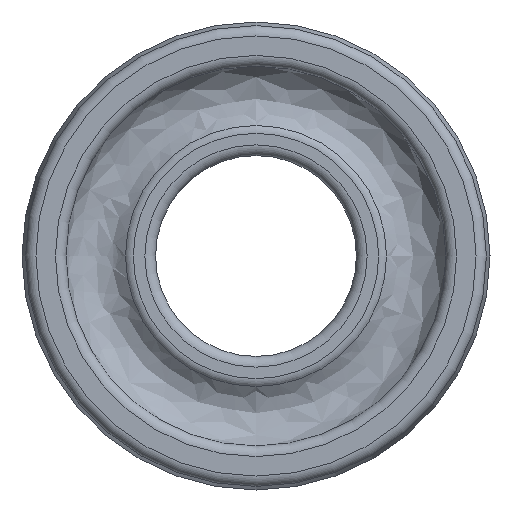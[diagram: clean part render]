
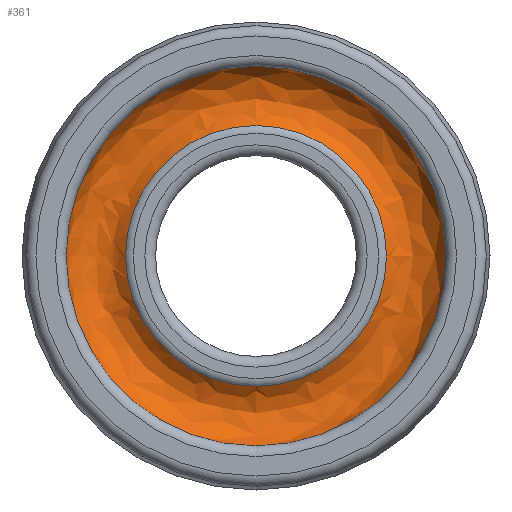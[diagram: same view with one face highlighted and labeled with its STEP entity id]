
A CAD part, left-side view. The second image highlights one B-rep face of the part: STEP entity #361.
In plain terms, the highlighted free-form (B-spline) face has degree [2, 2] with [7, 9] control points.
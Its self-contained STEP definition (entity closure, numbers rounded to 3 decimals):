
#261=CARTESIAN_POINT('',(2.489,6.106,0.0));
#262=VERTEX_POINT('',#261);
#263=CARTESIAN_POINT('',(2.489,0.0,0.0));
#264=DIRECTION('',(1.0,0.0,0.0));
#265=DIRECTION('',(0.0,1.0,0.0));
#266=AXIS2_PLACEMENT_3D('',#263,#264,#265);
#267=CIRCLE('',#266,6.106);
#268=EDGE_CURVE('',#262,#262,#267,.T.);
#276=CARTESIAN_POINT('',(0.689,0.,8.924));
#277=CARTESIAN_POINT('',(1.892,0.,9.415));
#278=CARTESIAN_POINT('',(2.681,0.,8.382));
#279=CARTESIAN_POINT('',(3.47,0.,7.35));
#280=CARTESIAN_POINT('',(2.681,0.,6.318));
#281=CARTESIAN_POINT('',(1.892,0.,5.285));
#282=CARTESIAN_POINT('',(0.689,0.,5.776));
#283=CARTESIAN_POINT('',(0.689,-8.924,8.924));
#284=CARTESIAN_POINT('',(1.892,-9.415,9.415));
#285=CARTESIAN_POINT('',(2.681,-8.382,8.382));
#286=CARTESIAN_POINT('',(3.47,-7.35,7.35));
#287=CARTESIAN_POINT('',(2.681,-6.318,6.318));
#288=CARTESIAN_POINT('',(1.892,-5.285,5.285));
#289=CARTESIAN_POINT('',(0.689,-5.776,5.776));
#290=CARTESIAN_POINT('',(0.689,-8.924,0.));
#291=CARTESIAN_POINT('',(1.892,-9.415,0.));
#292=CARTESIAN_POINT('',(2.681,-8.382,0.));
#293=CARTESIAN_POINT('',(3.47,-7.35,0.));
#294=CARTESIAN_POINT('',(2.681,-6.318,0.));
#295=CARTESIAN_POINT('',(1.892,-5.285,0.));
#296=CARTESIAN_POINT('',(0.689,-5.776,0.));
#297=CARTESIAN_POINT('',(0.689,-8.924,-8.924));
#298=CARTESIAN_POINT('',(1.892,-9.415,-9.415));
#299=CARTESIAN_POINT('',(2.681,-8.382,-8.382));
#300=CARTESIAN_POINT('',(3.47,-7.35,-7.35));
#301=CARTESIAN_POINT('',(2.681,-6.318,-6.318));
#302=CARTESIAN_POINT('',(1.892,-5.285,-5.285));
#303=CARTESIAN_POINT('',(0.689,-5.776,-5.776));
#304=CARTESIAN_POINT('',(0.689,0.,-8.924));
#305=CARTESIAN_POINT('',(1.892,0.,-9.415));
#306=CARTESIAN_POINT('',(2.681,0.,-8.382));
#307=CARTESIAN_POINT('',(3.47,0.,-7.35));
#308=CARTESIAN_POINT('',(2.681,0.,-6.318));
#309=CARTESIAN_POINT('',(1.892,0.,-5.285));
#310=CARTESIAN_POINT('',(0.689,0.,-5.776));
#311=CARTESIAN_POINT('',(0.689,8.924,-8.924));
#312=CARTESIAN_POINT('',(1.892,9.415,-9.415));
#313=CARTESIAN_POINT('',(2.681,8.382,-8.382));
#314=CARTESIAN_POINT('',(3.47,7.35,-7.35));
#315=CARTESIAN_POINT('',(2.681,6.318,-6.318));
#316=CARTESIAN_POINT('',(1.892,5.285,-5.285));
#317=CARTESIAN_POINT('',(0.689,5.776,-5.776));
#318=CARTESIAN_POINT('',(0.689,8.924,0.));
#319=CARTESIAN_POINT('',(1.892,9.415,0.));
#320=CARTESIAN_POINT('',(2.681,8.382,0.));
#321=CARTESIAN_POINT('',(3.47,7.35,0.));
#322=CARTESIAN_POINT('',(2.681,6.318,0.));
#323=CARTESIAN_POINT('',(1.892,5.285,0.));
#324=CARTESIAN_POINT('',(0.689,5.776,0.));
#325=CARTESIAN_POINT('',(0.689,8.924,8.924));
#326=CARTESIAN_POINT('',(1.892,9.415,9.415));
#327=CARTESIAN_POINT('',(2.681,8.382,8.382));
#328=CARTESIAN_POINT('',(3.47,7.35,7.35));
#329=CARTESIAN_POINT('',(2.681,6.318,6.318));
#330=CARTESIAN_POINT('',(1.892,5.285,5.285));
#331=CARTESIAN_POINT('',(0.689,5.776,5.776));
#332=CARTESIAN_POINT('',(0.689,0.,8.924));
#333=CARTESIAN_POINT('',(1.892,0.,9.415));
#334=CARTESIAN_POINT('',(2.681,0.,8.382));
#335=CARTESIAN_POINT('',(3.47,0.,7.35));
#336=CARTESIAN_POINT('',(2.681,0.,6.318));
#337=CARTESIAN_POINT('',(1.892,0.,5.285));
#338=CARTESIAN_POINT('',(0.689,0.,5.776));
#346=(BOUNDED_SURFACE()B_SPLINE_SURFACE(2,2,((#276,#283,#290,#297,#304,#311,#318,#325,#332),(#277,#284,#291,#298,#305,#312,#319,#326,#333),(#278,#285,#292,#299,#306,#313,#320,#327,#334),(#279,#286,#293,#300,#307,#314,#321,#328,#335),(#280,#287,#294,#301,#308,#315,#322,#329,#336),(#281,#288,#295,#302,#309,#316,#323,#330,#337),(#282,#289,#296,#303,#310,#317,#324,#331,#338)),.UNSPECIFIED.,.F.,.T.,.U.)B_SPLINE_SURFACE_WITH_KNOTS((3,2,2,3),(3,2,2,2,3),(-0.387,0.918,2.223,3.528),(0.0,1.571,3.142,4.712,6.283),.UNSPECIFIED.)GEOMETRIC_REPRESENTATION_ITEM()RATIONAL_B_SPLINE_SURFACE(((1.0,0.707,1.0,0.707,1.0,0.707,1.0,0.707,1.0),(0.795,0.562,0.795,0.562,0.795,0.562,0.795,0.562,0.795),(1.0,0.707,1.0,0.707,1.0,0.707,1.0,0.707,1.0),(0.795,0.562,0.795,0.562,0.795,0.562,0.795,0.562,0.795),(1.0,0.707,1.0,0.707,1.0,0.707,1.0,0.707,1.0),(0.795,0.562,0.795,0.562,0.795,0.562,0.795,0.562,0.795),(1.0,0.707,1.0,0.707,1.0,0.707,1.0,0.707,1.0)))REPRESENTATION_ITEM('')SURFACE());
#347=CARTESIAN_POINT('',(0.689,8.924,0.0));
#348=VERTEX_POINT('',#347);
#349=CARTESIAN_POINT('',(0.689,0.0,0.0));
#350=DIRECTION('',(1.0,0.0,0.0));
#351=DIRECTION('',(0.0,1.0,0.0));
#352=AXIS2_PLACEMENT_3D('',#349,#350,#351);
#353=CIRCLE('',#352,8.924);
#354=EDGE_CURVE('',#348,#348,#353,.T.);
#355=ORIENTED_EDGE('',*,*,#354,.F.);
#356=EDGE_LOOP('',(#355));
#357=FACE_OUTER_BOUND('',#356,.T.);
#358=ORIENTED_EDGE('',*,*,#268,.T.);
#359=EDGE_LOOP('',(#358));
#360=FACE_BOUND('',#359,.T.);
#361=ADVANCED_FACE('',(#357,#360),#346,.T.);
